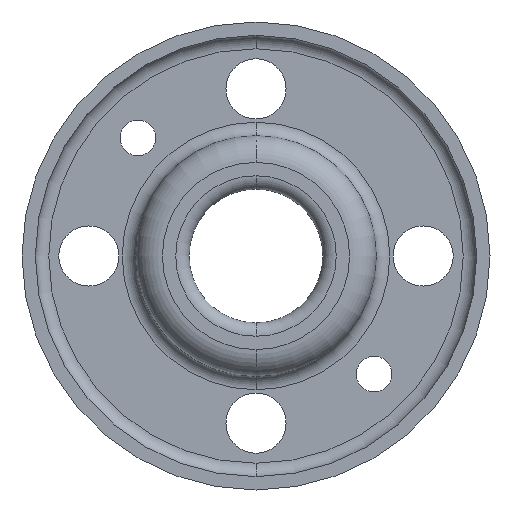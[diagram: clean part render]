
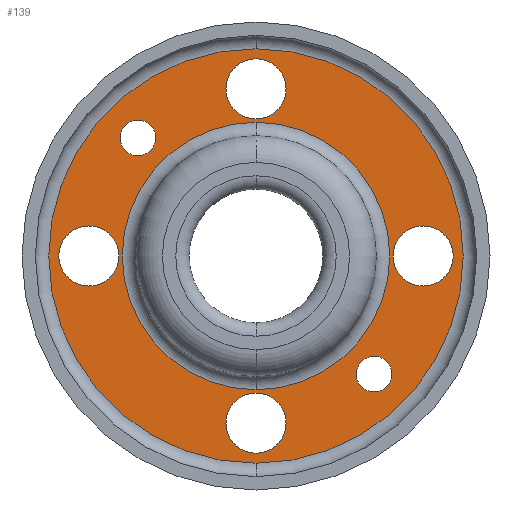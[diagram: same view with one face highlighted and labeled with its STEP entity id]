
A CAD part, front view. The second image highlights one B-rep face of the part: STEP entity #139.
In plain terms, the highlighted planar face has unit normal (0, -1, 0).
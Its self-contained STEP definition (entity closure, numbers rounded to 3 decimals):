
#139=ADVANCED_FACE('',(#274,#275,#276,#277,#278,#279,#280,#281),#282,.T.);
#274=FACE_BOUND('',#423,.T.);
#275=FACE_BOUND('',#424,.T.);
#276=FACE_BOUND('',#425,.T.);
#277=FACE_BOUND('',#426,.T.);
#278=FACE_BOUND('',#427,.T.);
#279=FACE_BOUND('',#428,.T.);
#280=FACE_OUTER_BOUND('',#429,.T.);
#281=FACE_BOUND('',#430,.T.);
#282=PLANE('',#431);
#423=EDGE_LOOP('',(#696,#697));
#424=EDGE_LOOP('',(#698,#699));
#425=EDGE_LOOP('',(#700,#701));
#426=EDGE_LOOP('',(#702,#703));
#427=EDGE_LOOP('',(#704,#705));
#428=EDGE_LOOP('',(#706,#707));
#429=EDGE_LOOP('',(#708,#709,#710));
#430=EDGE_LOOP('',(#711,#712,#713));
#431=AXIS2_PLACEMENT_3D('',#714,#715,#716);
#696=ORIENTED_EDGE('',*,*,#956,.T.);
#697=ORIENTED_EDGE('',*,*,#961,.T.);
#698=ORIENTED_EDGE('',*,*,#951,.T.);
#699=ORIENTED_EDGE('',*,*,#964,.T.);
#700=ORIENTED_EDGE('',*,*,#946,.T.);
#701=ORIENTED_EDGE('',*,*,#967,.T.);
#702=ORIENTED_EDGE('',*,*,#941,.T.);
#703=ORIENTED_EDGE('',*,*,#970,.T.);
#704=ORIENTED_EDGE('',*,*,#936,.T.);
#705=ORIENTED_EDGE('',*,*,#973,.T.);
#706=ORIENTED_EDGE('',*,*,#931,.T.);
#707=ORIENTED_EDGE('',*,*,#976,.T.);
#708=ORIENTED_EDGE('',*,*,#920,.F.);
#709=ORIENTED_EDGE('',*,*,#919,.F.);
#710=ORIENTED_EDGE('',*,*,#981,.F.);
#711=ORIENTED_EDGE('',*,*,#927,.T.);
#712=ORIENTED_EDGE('',*,*,#978,.T.);
#713=ORIENTED_EDGE('',*,*,#928,.T.);
#714=CARTESIAN_POINT('',(-165.41,73.641,0.0));
#715=DIRECTION('',(0.0,-1.0,-0.0));
#716=DIRECTION('',(1.0,0.0,0.0));
#919=EDGE_CURVE('',#1107,#1109,#1110,.T.);
#920=EDGE_CURVE('',#1109,#1111,#1112,.T.);
#927=EDGE_CURVE('',#1123,#1121,#1124,.T.);
#928=EDGE_CURVE('',#1118,#1123,#1125,.T.);
#931=EDGE_CURVE('',#1130,#1127,#1131,.T.);
#936=EDGE_CURVE('',#1139,#1136,#1140,.T.);
#941=EDGE_CURVE('',#1148,#1145,#1149,.T.);
#946=EDGE_CURVE('',#1157,#1154,#1158,.T.);
#951=EDGE_CURVE('',#1166,#1163,#1167,.T.);
#956=EDGE_CURVE('',#1175,#1172,#1176,.T.);
#961=EDGE_CURVE('',#1172,#1175,#1182,.T.);
#964=EDGE_CURVE('',#1163,#1166,#1185,.T.);
#967=EDGE_CURVE('',#1154,#1157,#1188,.T.);
#970=EDGE_CURVE('',#1145,#1148,#1191,.T.);
#973=EDGE_CURVE('',#1136,#1139,#1194,.T.);
#976=EDGE_CURVE('',#1127,#1130,#1197,.T.);
#978=EDGE_CURVE('',#1121,#1118,#1199,.T.);
#981=EDGE_CURVE('',#1111,#1107,#1202,.T.);
#1107=VERTEX_POINT('',#1341);
#1109=VERTEX_POINT('',#1343);
#1110=CIRCLE('',#1344,46.5);
#1111=VERTEX_POINT('',#1345);
#1112=CIRCLE('',#1346,46.5);
#1118=VERTEX_POINT('',#1352);
#1121=VERTEX_POINT('',#1355);
#1123=VERTEX_POINT('',#1357);
#1124=CIRCLE('',#1358,30.0);
#1125=CIRCLE('',#1359,30.0);
#1127=VERTEX_POINT('',#1361);
#1130=VERTEX_POINT('',#1365);
#1131=CIRCLE('',#1366,6.75);
#1136=VERTEX_POINT('',#1372);
#1139=VERTEX_POINT('',#1376);
#1140=CIRCLE('',#1377,6.75);
#1145=VERTEX_POINT('',#1383);
#1148=VERTEX_POINT('',#1387);
#1149=CIRCLE('',#1388,6.75);
#1154=VERTEX_POINT('',#1394);
#1157=VERTEX_POINT('',#1398);
#1158=CIRCLE('',#1399,6.75);
#1163=VERTEX_POINT('',#1405);
#1166=VERTEX_POINT('',#1409);
#1167=CIRCLE('',#1410,4.);
#1172=VERTEX_POINT('',#1416);
#1175=VERTEX_POINT('',#1420);
#1176=CIRCLE('',#1421,4.0);
#1182=CIRCLE('',#1428,4.0);
#1185=CIRCLE('',#1431,4.);
#1188=CIRCLE('',#1434,6.75);
#1191=CIRCLE('',#1437,6.75);
#1194=CIRCLE('',#1440,6.75);
#1197=CIRCLE('',#1443,6.75);
#1199=CIRCLE('',#1445,30.0);
#1202=CIRCLE('',#1448,46.5);
#1341=CARTESIAN_POINT('',(-127.16,73.641,-46.5));
#1343=CARTESIAN_POINT('',(-173.66,73.641,0.0));
#1344=AXIS2_PLACEMENT_3D('',#1603,#1604,#1605);
#1345=CARTESIAN_POINT('',(-127.16,73.641,46.5));
#1346=AXIS2_PLACEMENT_3D('',#1606,#1607,#1608);
#1352=CARTESIAN_POINT('',(-127.16,73.641,-30.0));
#1355=CARTESIAN_POINT('',(-127.16,73.641,30.0));
#1357=CARTESIAN_POINT('',(-157.16,73.641,0.0));
#1358=AXIS2_PLACEMENT_3D('',#1624,#1625,#1626);
#1359=AXIS2_PLACEMENT_3D('',#1627,#1628,#1629);
#1361=CARTESIAN_POINT('',(-157.91,73.641,0.));
#1365=CARTESIAN_POINT('',(-171.41,73.641,0.));
#1366=AXIS2_PLACEMENT_3D('',#1631,#1632,#1633);
#1372=CARTESIAN_POINT('',(-127.16,73.641,-30.75));
#1376=CARTESIAN_POINT('',(-127.16,73.641,-44.25));
#1377=AXIS2_PLACEMENT_3D('',#1639,#1640,#1641);
#1383=CARTESIAN_POINT('',(-96.41,73.641,0.));
#1387=CARTESIAN_POINT('',(-82.91,73.641,0.));
#1388=AXIS2_PLACEMENT_3D('',#1647,#1648,#1649);
#1394=CARTESIAN_POINT('',(-127.16,73.641,30.75));
#1398=CARTESIAN_POINT('',(-127.16,73.641,44.25));
#1399=AXIS2_PLACEMENT_3D('',#1655,#1656,#1657);
#1405=CARTESIAN_POINT('',(-150.848,73.641,23.688));
#1409=CARTESIAN_POINT('',(-156.505,73.641,29.345));
#1410=AXIS2_PLACEMENT_3D('',#1663,#1664,#1665);
#1416=CARTESIAN_POINT('',(-103.472,73.641,-23.688));
#1420=CARTESIAN_POINT('',(-97.815,73.641,-29.345));
#1421=AXIS2_PLACEMENT_3D('',#1671,#1672,#1673);
#1428=AXIS2_PLACEMENT_3D('',#1681,#1682,#1683);
#1431=AXIS2_PLACEMENT_3D('',#1687,#1688,#1689);
#1434=AXIS2_PLACEMENT_3D('',#1693,#1694,#1695);
#1437=AXIS2_PLACEMENT_3D('',#1699,#1700,#1701);
#1440=AXIS2_PLACEMENT_3D('',#1705,#1706,#1707);
#1443=AXIS2_PLACEMENT_3D('',#1711,#1712,#1713);
#1445=AXIS2_PLACEMENT_3D('',#1714,#1715,#1716);
#1448=AXIS2_PLACEMENT_3D('',#1720,#1721,#1722);
#1603=CARTESIAN_POINT('',(-127.16,73.641,0.0));
#1604=DIRECTION('',(0.0,1.0,0.0));
#1605=DIRECTION('',(-1.0,0.0,0.0));
#1606=CARTESIAN_POINT('',(-127.16,73.641,0.0));
#1607=DIRECTION('',(0.0,1.0,0.0));
#1608=DIRECTION('',(-1.0,0.0,0.0));
#1624=CARTESIAN_POINT('',(-127.16,73.641,0.0));
#1625=DIRECTION('',(0.0,1.0,0.0));
#1626=DIRECTION('',(-1.0,0.0,0.0));
#1627=CARTESIAN_POINT('',(-127.16,73.641,0.0));
#1628=DIRECTION('',(0.0,1.0,0.0));
#1629=DIRECTION('',(-1.0,0.0,0.0));
#1631=CARTESIAN_POINT('',(-164.66,73.641,0.));
#1632=DIRECTION('',(-0.0,1.0,0.0));
#1633=DIRECTION('',(1.0,0.0,0.));
#1639=CARTESIAN_POINT('',(-127.16,73.641,-37.5));
#1640=DIRECTION('',(0.0,1.0,-0.0));
#1641=DIRECTION('',(0.,0.0,1.0));
#1647=CARTESIAN_POINT('',(-89.66,73.641,0.));
#1648=DIRECTION('',(0.0,1.0,-0.0));
#1649=DIRECTION('',(-1.0,0.0,0.0));
#1655=CARTESIAN_POINT('',(-127.16,73.641,37.5));
#1656=DIRECTION('',(0.0,1.0,0.0));
#1657=DIRECTION('',(0.,0.0,-1.0));
#1663=CARTESIAN_POINT('',(-153.676,73.641,26.517));
#1664=DIRECTION('',(0.0,1.0,0.0));
#1665=DIRECTION('',(0.707,0.0,-0.707));
#1671=CARTESIAN_POINT('',(-100.643,73.641,-26.517));
#1672=DIRECTION('',(0.0,1.0,-0.0));
#1673=DIRECTION('',(-0.707,0.0,0.707));
#1681=CARTESIAN_POINT('',(-100.643,73.641,-26.517));
#1682=DIRECTION('',(0.0,1.0,-0.0));
#1683=DIRECTION('',(-0.707,0.0,0.707));
#1687=CARTESIAN_POINT('',(-153.676,73.641,26.517));
#1688=DIRECTION('',(0.0,1.0,0.0));
#1689=DIRECTION('',(0.707,0.0,-0.707));
#1693=CARTESIAN_POINT('',(-127.16,73.641,37.5));
#1694=DIRECTION('',(0.0,1.0,0.0));
#1695=DIRECTION('',(0.,0.0,-1.0));
#1699=CARTESIAN_POINT('',(-89.66,73.641,0.));
#1700=DIRECTION('',(0.0,1.0,-0.0));
#1701=DIRECTION('',(-1.0,0.0,0.0));
#1705=CARTESIAN_POINT('',(-127.16,73.641,-37.5));
#1706=DIRECTION('',(0.0,1.0,-0.0));
#1707=DIRECTION('',(0.,0.0,1.0));
#1711=CARTESIAN_POINT('',(-164.66,73.641,0.));
#1712=DIRECTION('',(-0.0,1.0,0.0));
#1713=DIRECTION('',(1.0,0.0,0.));
#1714=CARTESIAN_POINT('',(-127.16,73.641,0.0));
#1715=DIRECTION('',(0.0,1.0,0.0));
#1716=DIRECTION('',(-1.0,0.0,0.0));
#1720=CARTESIAN_POINT('',(-127.16,73.641,0.0));
#1721=DIRECTION('',(0.0,1.0,0.0));
#1722=DIRECTION('',(-1.0,0.0,0.0));
